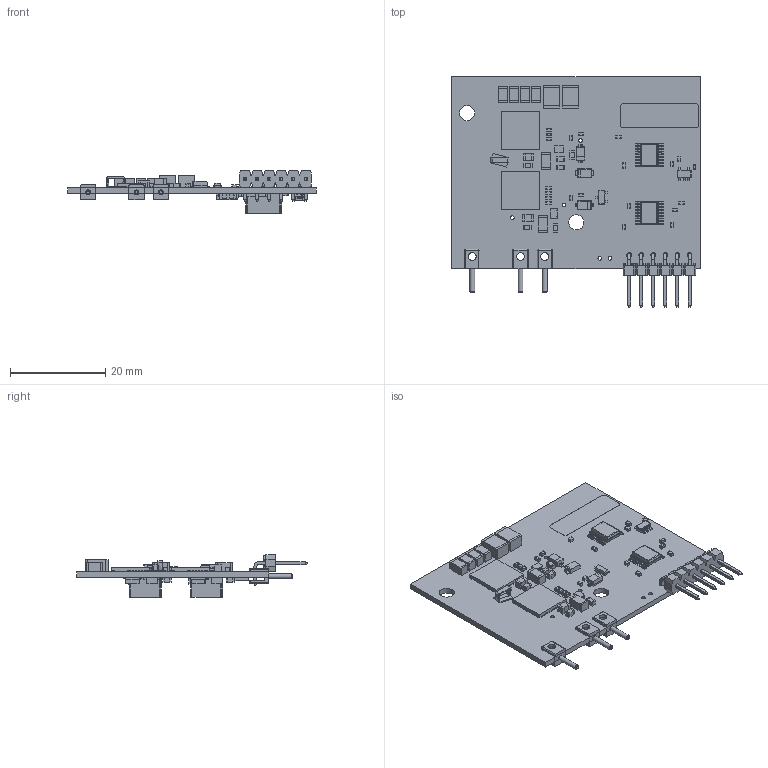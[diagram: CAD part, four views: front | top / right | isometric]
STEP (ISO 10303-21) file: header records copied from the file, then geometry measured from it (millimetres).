
FILE_DESCRIPTION(('Open CASCADE Model'),'2;1');
FILE_NAME('Open CASCADE Shape Model','2022-05-26T11:28:15',('Author'),( 'Open CASCADE'),'Open CASCADE STEP processor 6.8','Open CASCADE 6.8' ,'Unknown');
FILE_SCHEMA(('AUTOMOTIVE_DESIGN { 1 0 10303 214 1 1 1 1 }'));
Length unit declared in the file: millimetre
Products named in the file (184): PCB; Board; C15; 6049423872; Extruded; 6049423680; C24; LBL1; 6049424064; TP4; keystone_5016; Q2; RWH0032A; LEADFRAME_AF0; Open CASCADE STEP translator 6.8 1.6.1.1.1; Open CASCADE STEP translator 6.8 1.6.1.1.2; Open CASCADE STEP translator 6.8 1.6.1.1.3; Open CASCADE STEP translator 6.8 1.6.1.1.4; Open CASCADE STEP translator 6.8 1.6.1.1.5; Open CASCADE STEP translator 6.8 1.6.1.1.6; Open CASCADE STEP translator 6.8 1.6.1.1.7; Open CASCADE STEP translator 6.8 1.6.1.1.8; Open CASCADE STEP translator 6.8 1.6.1.1.9; Open CASCADE STEP translator 6.8 1.6.1.1.10; Open CASCADE STEP translator 6.8 1.6.1.1.11; Open CASCADE STEP translator 6.8 1.6.1.1.12; Open CASCADE STEP translator 6.8 1.6.1.1.13; Open CASCADE STEP translator 6.8 1.6.1.1.14; Open CASCADE STEP translator 6.8 1.6.1.1.15; Open CASCADE STEP translator 6.8 1.6.1.1.16; Open CASCADE STEP translator 6.8 1.6.1.1.17; Open CASCADE STEP translator 6.8 1.6.1.1.18; Open CASCADE STEP translator 6.8 1.6.1.1.19; Open CASCADE STEP translator 6.8 1.6.1.1.20; Open CASCADE STEP translator 6.8 1.6.1.1.21; Open CASCADE STEP translator 6.8 1.6.1.1.22; Open CASCADE STEP translator 6.8 1.6.1.1.23; Open CASCADE STEP translator 6.8 1.6.1.1.24; Open CASCADE STEP translator 6.8 1.6.1.1.25; Open CASCADE STEP translator 6.8 1.6.1.1.26 ...
Assembly tree (352 placements, depth 5):
  PCB
    Board
    C15
      6049423872  x2
        Extruded
      6049423680
        Extruded
    C24
      6049423872  x2
        Extruded
      6049423680
        Extruded
    LBL1
      6049424064
        Extruded
    TP4
      keystone_5016
    Q2
      RWH0032A
        LEADFRAME_AF0
          Open CASCADE STEP translator 6.8 1.6.1.1.1
          Open CASCADE STEP translator 6.8 1.6.1.1.2
          Open CASCADE STEP translator 6.8 1.6.1.1.3
          Open CASCADE STEP translator 6.8 1.6.1.1.4
          Open CASCADE STEP translator 6.8 1.6.1.1.5
          Open CASCADE STEP translator 6.8 1.6.1.1.6
          Open CASCADE STEP translator 6.8 1.6.1.1.7
          Open CASCADE STEP translator 6.8 1.6.1.1.8
          Open CASCADE STEP translator 6.8 1.6.1.1.9
          Open CASCADE STEP translator 6.8 1.6.1.1.10
          Open CASCADE STEP translator 6.8 1.6.1.1.11
          Open CASCADE STEP translator 6.8 1.6.1.1.12
          Open CASCADE STEP translator 6.8 1.6.1.1.13
          Open CASCADE STEP translator 6.8 1.6.1.1.14
          Open CASCADE STEP translator 6.8 1.6.1.1.15
          Open CASCADE STEP translator 6.8 1.6.1.1.16
          Open CASCADE STEP translator 6.8 1.6.1.1.17
          Open CASCADE STEP translator 6.8 1.6.1.1.18
          Open CASCADE STEP translator 6.8 1.6.1.1.19
          Open CASCADE STEP translator 6.8 1.6.1.1.20
          Open CASCADE STEP translator 6.8 1.6.1.1.21
          Open CASCADE STEP translator 6.8 1.6.1.1.22
          Open CASCADE STEP translator 6.8 1.6.1.1.23
          Open CASCADE STEP translator 6.8 1.6.1.1.24
          Open CASCADE STEP translator 6.8 1.6.1.1.25
          Open CASCADE STEP translator 6.8 1.6.1.1.26
          Open CASCADE STEP translator 6.8 1.6.1.1.27
          Open CASCADE STEP translator 6.8 1.6.1.1.28
          Open CASCADE STEP translator 6.8 1.6.1.1.29
          Open CASCADE STEP translator 6.8 1.6.1.1.30
          Open CASCADE STEP translator 6.8 1.6.1.1.31
          Open CASCADE STEP translator 6.8 1.6.1.1.32
          Open CASCADE STEP translator 6.8 1.6.1.1.33
        BODY_AF0
    Q1
      RWH0032A
        LEADFRAME_AF0
          Open CASCADE STEP translator 6.8 1.6.1.1.1
          Open CASCADE STEP translator 6.8 1.6.1.1.2
          Open CASCADE STEP translator 6.8 1.6.1.1.3
Bounding box: 52.32 x 48.59 x 9.03 mm (x, y, z)
Volume: 3587.9 mm3; surface area: 7859.7 mm2
Topology: 317 solids, 317 shells, 4229 faces, 10385 edges, 6812 vertices
Faces by surface type: plane 3587, cylinder 565, sphere 40, bspline 34, cone 3
Full cylindrical faces by diameter (mm): 0.05 x12, 0.762 x5, 1 x10, 1.02 x3, 1.65 x9, 3.175 x2
Entity records: 58094 total; most frequent: CARTESIAN_POINT 11586, DIRECTION 8660, ORIENTED_EDGE 8552, EDGE_CURVE 4276, LINE 3676, VECTOR 3676, VERTEX_POINT 2792, AXIS2_PLACEMENT_3D 2492
